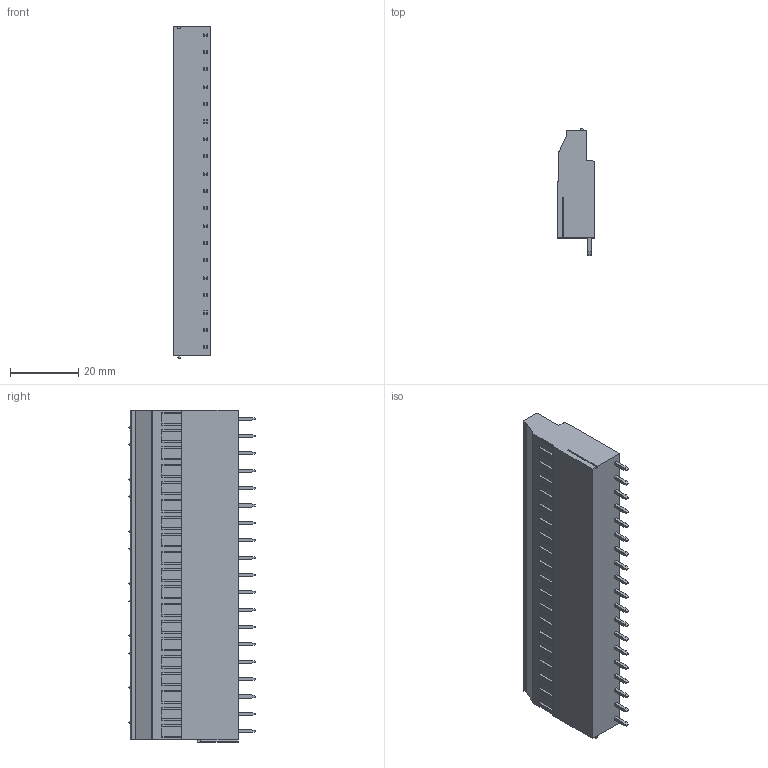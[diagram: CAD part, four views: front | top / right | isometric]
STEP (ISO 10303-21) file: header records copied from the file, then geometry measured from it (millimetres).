
FILE_DESCRIPTION((''),'2;1');
FILE_NAME('PRT0053','2025-01-11T',('yanfa'),(''),'PRO/ENGINEER BY PARAMETRIC TECHNOLOGY CORPORATION, 2009280','PRO/ENGINEER BY PARAMETRIC TECHNOLOGY CORPORATION, 2009280','');
FILE_SCHEMA(('AUTOMOTIVE_DESIGN_CC2 { 1 2 10303 214 -1 1 5 2 }'));
Length unit declared in the file: millimetre
Products named in the file (1): PRT0053
Bounding box: 11.1 x 37 x 97.12 mm (x, y, z)
Volume: 29446.5 mm3; surface area: 10005.8 mm2
Topology: 1 solids, 1 shells, 607 faces, 1661 edges, 1082 vertices
Faces by surface type: plane 461, cylinder 84, torus 38, sphere 24
Entity records: 19218 total; most frequent: CARTESIAN_POINT 3744, ORIENTED_EDGE 3274, DIRECTION 3105, EDGE_CURVE 1637, VECTOR 1231, LINE 1231, VERTEX_POINT 1082, AXIS2_PLACEMENT_3D 937
